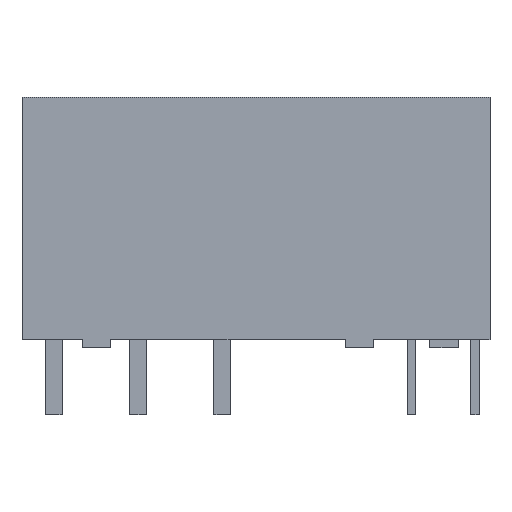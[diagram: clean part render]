
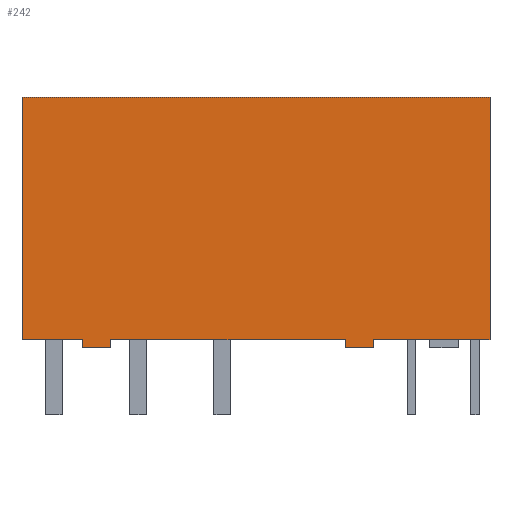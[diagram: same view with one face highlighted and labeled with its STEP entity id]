
A CAD part, left-side view. The second image highlights one B-rep face of the part: STEP entity #242.
In plain terms, the highlighted face is planar.
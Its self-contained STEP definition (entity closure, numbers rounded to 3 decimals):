
#122=CARTESIAN_POINT('',(28.1,0.,-15.));
#123=VERTEX_POINT('',#122);
#130=CARTESIAN_POINT('',(28.1,0.,-0.5));
#131=VERTEX_POINT('',#130);
#132=CARTESIAN_POINT('',(28.1,0.,-0.5));
#133=DIRECTION('',(0.,0.,-1.));
#134=VECTOR('',#133,14.5);
#135=LINE('',#132,#134);
#136=EDGE_CURVE('',#131,#123,#135,.T.);
#148=CARTESIAN_POINT('',(0.,0.,0.));
#149=DIRECTION('',(0.,-1.,0.));
#150=DIRECTION('',(-1.,0.,0.));
#151=AXIS2_PLACEMENT_3D('',#148,#149,#150);
#152=PLANE('',#151);
#153=ORIENTED_EDGE('',*,*,#136,.T.);
#154=CARTESIAN_POINT('',(0.1,0.,-15.));
#155=VERTEX_POINT('',#154);
#156=CARTESIAN_POINT('',(0.1,0.,-15.));
#157=DIRECTION('',(1.,0.,-0.));
#158=VECTOR('',#157,28.);
#159=LINE('',#156,#158);
#160=EDGE_CURVE('',#155,#123,#159,.T.);
#161=ORIENTED_EDGE('',*,*,#160,.F.);
#162=CARTESIAN_POINT('',(0.1,0.,-0.5));
#163=VERTEX_POINT('',#162);
#164=CARTESIAN_POINT('',(0.1,0.,-0.5));
#165=DIRECTION('',(-0.,0.,-1.));
#166=VECTOR('',#165,14.5);
#167=LINE('',#164,#166);
#168=EDGE_CURVE('',#163,#155,#167,.T.);
#169=ORIENTED_EDGE('',*,*,#168,.F.);
#170=CARTESIAN_POINT('',(3.7,0.,-0.5));
#171=VERTEX_POINT('',#170);
#172=CARTESIAN_POINT('',(3.7,0.,-0.5));
#173=DIRECTION('',(-1.,0.,-0.));
#174=VECTOR('',#173,3.6);
#175=LINE('',#172,#174);
#176=EDGE_CURVE('',#171,#163,#175,.T.);
#177=ORIENTED_EDGE('',*,*,#176,.F.);
#178=CARTESIAN_POINT('',(3.7,0.,0.));
#179=VERTEX_POINT('',#178);
#180=CARTESIAN_POINT('',(3.7,0.,-0.5));
#181=DIRECTION('',(-0.,0.,1.));
#182=VECTOR('',#181,0.5);
#183=LINE('',#180,#182);
#184=EDGE_CURVE('',#171,#179,#183,.T.);
#185=ORIENTED_EDGE('',*,*,#184,.T.);
#186=CARTESIAN_POINT('',(5.4,0.,0.));
#187=VERTEX_POINT('',#186);
#188=CARTESIAN_POINT('',(3.7,0.,0.));
#189=DIRECTION('',(1.,0.,-0.));
#190=VECTOR('',#189,1.7);
#191=LINE('',#188,#190);
#192=EDGE_CURVE('',#179,#187,#191,.T.);
#193=ORIENTED_EDGE('',*,*,#192,.T.);
#194=CARTESIAN_POINT('',(5.4,0.,-0.5));
#195=VERTEX_POINT('',#194);
#196=CARTESIAN_POINT('',(5.4,0.,0.));
#197=DIRECTION('',(0.,0.,-1.));
#198=VECTOR('',#197,0.5);
#199=LINE('',#196,#198);
#200=EDGE_CURVE('',#187,#195,#199,.T.);
#201=ORIENTED_EDGE('',*,*,#200,.T.);
#202=CARTESIAN_POINT('',(19.45,0.,-0.5));
#203=VERTEX_POINT('',#202);
#204=CARTESIAN_POINT('',(19.45,0.,-0.5));
#205=DIRECTION('',(-1.,0.,-0.));
#206=VECTOR('',#205,14.05);
#207=LINE('',#204,#206);
#208=EDGE_CURVE('',#203,#195,#207,.T.);
#209=ORIENTED_EDGE('',*,*,#208,.F.);
#210=CARTESIAN_POINT('',(19.45,0.,0.));
#211=VERTEX_POINT('',#210);
#212=CARTESIAN_POINT('',(19.45,0.,-0.5));
#213=DIRECTION('',(0.,0.,1.));
#214=VECTOR('',#213,0.5);
#215=LINE('',#212,#214);
#216=EDGE_CURVE('',#203,#211,#215,.T.);
#217=ORIENTED_EDGE('',*,*,#216,.T.);
#218=CARTESIAN_POINT('',(21.15,0.,0.));
#219=VERTEX_POINT('',#218);
#220=CARTESIAN_POINT('',(19.45,0.,0.));
#221=DIRECTION('',(1.,0.,-0.));
#222=VECTOR('',#221,1.7);
#223=LINE('',#220,#222);
#224=EDGE_CURVE('',#211,#219,#223,.T.);
#225=ORIENTED_EDGE('',*,*,#224,.T.);
#226=CARTESIAN_POINT('',(21.15,0.,-0.5));
#227=VERTEX_POINT('',#226);
#228=CARTESIAN_POINT('',(21.15,0.,0.));
#229=DIRECTION('',(0.,0.,-1.));
#230=VECTOR('',#229,0.5);
#231=LINE('',#228,#230);
#232=EDGE_CURVE('',#219,#227,#231,.T.);
#233=ORIENTED_EDGE('',*,*,#232,.T.);
#234=CARTESIAN_POINT('',(28.1,0.,-0.5));
#235=DIRECTION('',(-1.,0.,-0.));
#236=VECTOR('',#235,6.95);
#237=LINE('',#234,#236);
#238=EDGE_CURVE('',#131,#227,#237,.T.);
#239=ORIENTED_EDGE('',*,*,#238,.F.);
#240=EDGE_LOOP('',(#153,#161,#169,#177,#185,#193,#201,#209,#217,#225,#233,#239));
#241=FACE_BOUND('',#240,.T.);
#242=ADVANCED_FACE('',(#241),#152,.F.);
